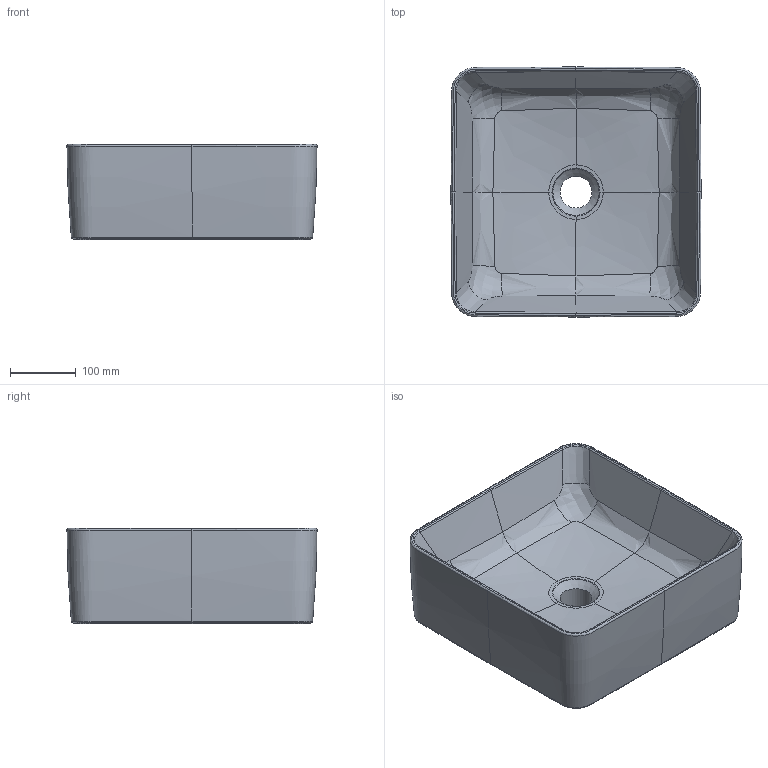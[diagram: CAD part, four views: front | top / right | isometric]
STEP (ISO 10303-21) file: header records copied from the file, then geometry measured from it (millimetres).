
FILE_DESCRIPTION(/* description */ (''),/* implementation_level */ '2;1');
FILE_NAME(/* name */ 'Collaro_4A2138.stp',/* time_stamp */ '2018-10-25T11:26:04+02:00',/* author */ (''),/* organization */ (''),/* preprocessor_version */ 'ST-DEVELOPER v16',/* originating_system */ 'SIEMENS PLM Software NX 10.0',/* authorisation */ '');
FILE_SCHEMA (('AUTOMOTIVE_DESIGN { 1 0 10303 214 3 1 1 1 }'));
Length unit declared in the file: millimetre
Products named in the file (1): Conz2118EFC450x0
Bounding box: 379.99 x 379.99 x 145 mm (x, y, z)
Volume: 10105348.4 mm3; surface area: 550756.6 mm2
Topology: 1 solids, 5 shells, 119 faces, 262 edges, 152 vertices
Faces by surface type: bspline 112, plane 5, cylinder 1, cone 1
Full cylindrical faces by diameter (mm): 48.479 x1
Entity records: 20191 total; most frequent: CARTESIAN_POINT 18438, ORIENTED_EDGE 516, EDGE_CURVE 258, B_SPLINE_CURVE_WITH_KNOTS 232, VERTEX_POINT 150, EDGE_LOOP 122, ADVANCED_FACE 119, FACE_OUTER_BOUND 116
